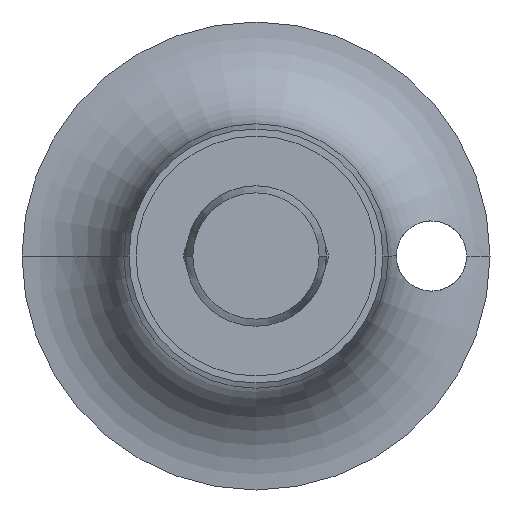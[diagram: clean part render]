
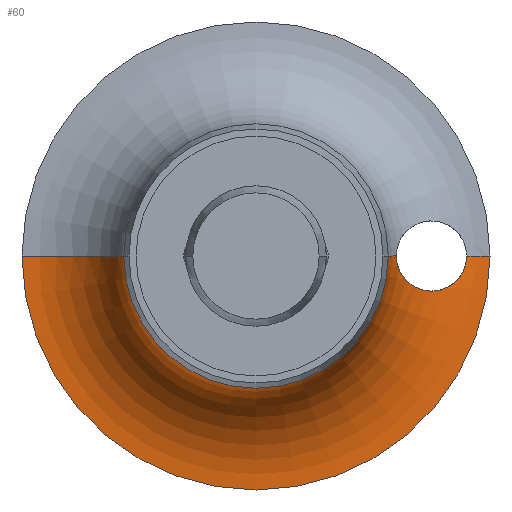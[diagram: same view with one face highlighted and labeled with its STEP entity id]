
A CAD part, front view. The second image highlights one B-rep face of the part: STEP entity #60.
In plain terms, the highlighted toroidal (fillet/blend) face has major radius 10 mm and minor radius 4.35 mm.
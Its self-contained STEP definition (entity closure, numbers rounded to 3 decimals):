
#60=ADVANCED_FACE('',(#142),#143,.F.);
#142=FACE_OUTER_BOUND('',#246,.T.);
#143=TOROIDAL_SURFACE('',#247,10.0,4.35);
#246=EDGE_LOOP('',(#355,#356,#357,#358,#359,#360));
#247=AXIS2_PLACEMENT_3D('',#361,#362,#363);
#355=ORIENTED_EDGE('',*,*,#618,.F.);
#356=ORIENTED_EDGE('',*,*,#619,.T.);
#357=ORIENTED_EDGE('',*,*,#620,.F.);
#358=ORIENTED_EDGE('',*,*,#614,.F.);
#359=ORIENTED_EDGE('',*,*,#621,.F.);
#360=ORIENTED_EDGE('',*,*,#622,.T.);
#361=CARTESIAN_POINT('',(0.0,10.25,0.));
#362=DIRECTION('',(-0.0,1.0,0.));
#363=DIRECTION('',(1.0,0.0,0.0));
#614=EDGE_CURVE('',#722,#724,#725,.T.);
#618=EDGE_CURVE('',#729,#730,#731,.T.);
#619=EDGE_CURVE('',#729,#732,#733,.T.);
#620=EDGE_CURVE('',#724,#732,#734,.T.);
#621=EDGE_CURVE('',#735,#722,#736,.T.);
#622=EDGE_CURVE('',#735,#730,#737,.T.);
#722=VERTEX_POINT('',#893);
#724=VERTEX_POINT('',#896);
#725=CIRCLE('',#897,10.0);
#729=VERTEX_POINT('',#902);
#730=VERTEX_POINT('',#903);
#731=CIRCLE('',#904,4.35);
#732=VERTEX_POINT('',#905);
#733=CIRCLE('',#906,5.65);
#734=CIRCLE('',#907,4.35);
#735=VERTEX_POINT('',#908);
#736=CIRCLE('',#909,4.35);
#737=B_SPLINE_CURVE_WITH_KNOTS('',3,(#910,#911,#912,#913,#914,#915,#916,#917,#918,#919,#920,#921,#922,#923,#924,#925,#926,#927,#928,#929,#930,#931,#932,#933,#934,#935),.UNSPECIFIED.,.F.,.F.,(4,2,2,2,2,2,2,2,2,2,2,2,4),(-12.152,-11.733,-11.304,-10.741,-10.105,-9.548,-9.011,-8.342,-7.27,-6.441,-5.989,-5.649,-5.643),.UNSPECIFIED.);
#893=CARTESIAN_POINT('',(10.0,14.6,0.));
#896=CARTESIAN_POINT('',(-10.0,14.6,0.));
#897=AXIS2_PLACEMENT_3D('',#1211,#1212,#1213);
#902=CARTESIAN_POINT('',(5.65,10.25,0.));
#903=CARTESIAN_POINT('',(6.0,11.96,0.));
#904=AXIS2_PLACEMENT_3D('',#1218,#1219,#1220);
#905=CARTESIAN_POINT('',(-5.65,10.25,0.));
#906=AXIS2_PLACEMENT_3D('',#1221,#1222,#1223);
#907=AXIS2_PLACEMENT_3D('',#1224,#1225,#1226);
#908=CARTESIAN_POINT('',(9.0,14.483,0.));
#909=AXIS2_PLACEMENT_3D('',#1227,#1228,#1229);
#910=CARTESIAN_POINT('',(9.0,14.483,0.));
#911=CARTESIAN_POINT('',(9.0,14.483,-0.14));
#912=CARTESIAN_POINT('',(8.981,14.48,-0.278));
#913=CARTESIAN_POINT('',(8.903,14.464,-0.55));
#914=CARTESIAN_POINT('',(8.845,14.451,-0.68));
#915=CARTESIAN_POINT('',(8.673,14.409,-0.953));
#916=CARTESIAN_POINT('',(8.55,14.377,-1.086));
#917=CARTESIAN_POINT('',(8.251,14.279,-1.314));
#918=CARTESIAN_POINT('',(8.077,14.213,-1.397));
#919=CARTESIAN_POINT('',(7.743,14.054,-1.489));
#920=CARTESIAN_POINT('',(7.589,13.969,-1.505));
#921=CARTESIAN_POINT('',(7.301,13.78,-1.493));
#922=CARTESIAN_POINT('',(7.168,13.678,-1.468));
#923=CARTESIAN_POINT('',(6.895,13.437,-1.382));
#924=CARTESIAN_POINT('',(6.76,13.293,-1.313));
#925=CARTESIAN_POINT('',(6.453,12.912,-1.099));
#926=CARTESIAN_POINT('',(6.318,12.681,-0.941));
#927=CARTESIAN_POINT('',(6.151,12.349,-0.67));
#928=CARTESIAN_POINT('',(6.096,12.218,-0.545));
#929=CARTESIAN_POINT('',(6.04,12.072,-0.35));
#930=CARTESIAN_POINT('',(6.023,12.025,-0.274));
#931=CARTESIAN_POINT('',(6.004,11.973,-0.131));
#932=CARTESIAN_POINT('',(6.,11.96,-0.068));
#933=CARTESIAN_POINT('',(6.,11.96,-0.002));
#934=CARTESIAN_POINT('',(6.0,11.96,-0.001));
#935=CARTESIAN_POINT('',(6.0,11.96,0.));
#1211=CARTESIAN_POINT('',(0.,14.6,0.));
#1212=DIRECTION('',(-0.0,1.0,0.));
#1213=DIRECTION('',(1.0,0.0,0.0));
#1218=CARTESIAN_POINT('',(10.0,10.25,0.));
#1219=DIRECTION('',(0.,0.,-1.0));
#1220=DIRECTION('',(1.0,0.,0.));
#1221=CARTESIAN_POINT('',(0.,10.25,0.));
#1222=DIRECTION('',(-0.0,1.0,0.));
#1223=DIRECTION('',(1.0,0.0,0.0));
#1224=CARTESIAN_POINT('',(-10.0,10.25,0.));
#1225=DIRECTION('',(0.,0.,-1.0));
#1226=DIRECTION('',(-1.0,0.,0.));
#1227=CARTESIAN_POINT('',(10.0,10.25,0.));
#1228=DIRECTION('',(0.,0.,-1.0));
#1229=DIRECTION('',(1.0,0.,0.));
